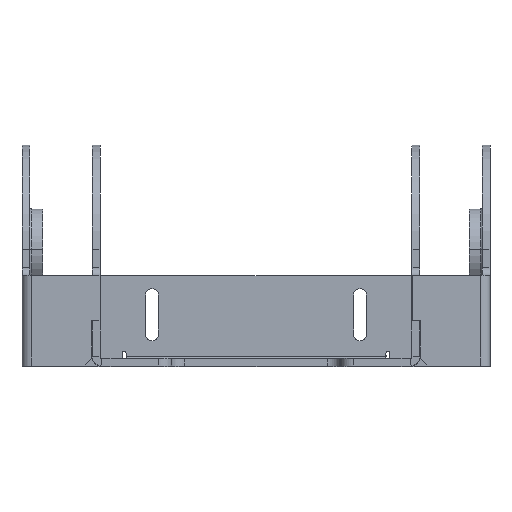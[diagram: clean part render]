
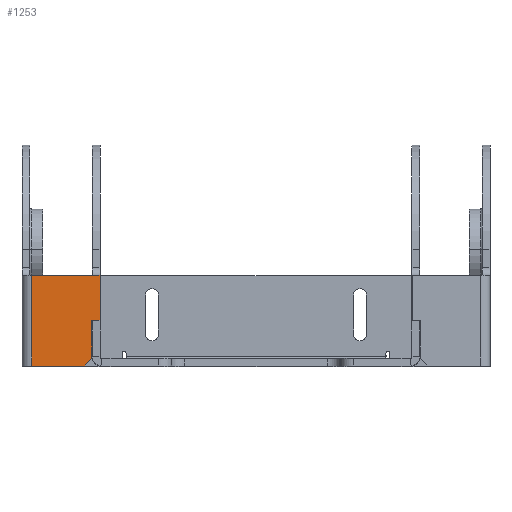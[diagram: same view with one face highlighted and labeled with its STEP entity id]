
A CAD part, top view. The second image highlights one B-rep face of the part: STEP entity #1253.
In plain terms, the highlighted planar face has unit normal (0, 0, 1).
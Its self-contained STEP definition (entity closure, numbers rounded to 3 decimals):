
#50 = ORIENTED_EDGE ( 'NONE', *, *, #1135, .T. ) ;
#104 = DIRECTION ( 'NONE',  ( 1., 0., 0. ) ) ;
#190 = DIRECTION ( 'NONE',  ( 0.707, 0.707, 0. ) ) ;
#202 = ORIENTED_EDGE ( 'NONE', *, *, #4018, .T. ) ;
#243 = EDGE_CURVE ( 'NONE', #4988, #3175, #2813, .T. ) ;
#247 = LINE ( 'NONE', #3923, #4597 ) ;
#405 = CARTESIAN_POINT ( 'NONE',  ( -60., 35., 60. ) ) ;
#412 = LINE ( 'NONE', #2246, #2436 ) ;
#429 = DIRECTION ( 'NONE',  ( 0., 0., 1. ) ) ;
#607 = LINE ( 'NONE', #2440, #2832 ) ;
#666 = DIRECTION ( 'NONE',  ( 1., 0., 0. ) ) ;
#875 = FACE_OUTER_BOUND ( 'NONE', #1552, .T. ) ;
#892 = DIRECTION ( 'NONE',  ( 0., 1., 0. ) ) ;
#902 = ORIENTED_EDGE ( 'NONE', *, *, #3903, .F. ) ;
#1135 = EDGE_CURVE ( 'NONE', #1967, #2925, #607, .T. ) ;
#1253 = ADVANCED_FACE ( 'NONE', ( #875 ), #4401, .T. ) ;
#1437 = ORIENTED_EDGE ( 'NONE', *, *, #2376, .T. ) ;
#1455 = CARTESIAN_POINT ( 'NONE',  ( -60., 17.6, 60. ) ) ;
#1458 = VERTEX_POINT ( 'NONE', #5689 ) ;
#1464 = VECTOR ( 'NONE', #190, 1000. ) ;
#1552 = EDGE_LOOP ( 'NONE', ( #1887, #2098, #5530, #202, #1437, #50, #902 ) ) ;
#1621 = CARTESIAN_POINT ( 'NONE',  ( -86.263, 35., 60. ) ) ;
#1882 = CARTESIAN_POINT ( 'NONE',  ( -60., 0., 60. ) ) ;
#1887 = ORIENTED_EDGE ( 'NONE', *, *, #243, .T. ) ;
#1967 = VERTEX_POINT ( 'NONE', #405 ) ;
#1980 = DIRECTION ( 'NONE',  ( -1., 0., 0. ) ) ;
#2098 = ORIENTED_EDGE ( 'NONE', *, *, #5670, .T. ) ;
#2246 = CARTESIAN_POINT ( 'NONE',  ( -60., 35., 60. ) ) ;
#2295 = LINE ( 'NONE', #4108, #4808 ) ;
#2353 = AXIS2_PLACEMENT_3D ( 'NONE', #3570, #429, #2707 ) ;
#2376 = EDGE_CURVE ( 'NONE', #5622, #1967, #412, .T. ) ;
#2383 = LINE ( 'NONE', #4652, #5366 ) ;
#2390 = LINE ( 'NONE', #4740, #1464 ) ;
#2436 = VECTOR ( 'NONE', #892, 1000. ) ;
#2440 = CARTESIAN_POINT ( 'NONE',  ( -87., 35., 60. ) ) ;
#2707 = DIRECTION ( 'NONE',  ( -1., 0., 0. ) ) ;
#2813 = LINE ( 'NONE', #1882, #5204 ) ;
#2832 = VECTOR ( 'NONE', #1980, 1000. ) ;
#2888 = DIRECTION ( 'NONE',  ( 0., 1., 0. ) ) ;
#2925 = VERTEX_POINT ( 'NONE', #1621 ) ;
#3175 = VERTEX_POINT ( 'NONE', #3768 ) ;
#3570 = CARTESIAN_POINT ( 'NONE',  ( 0., 0., 60. ) ) ;
#3768 = CARTESIAN_POINT ( 'NONE',  ( -66.1, 0., 60. ) ) ;
#3903 = EDGE_CURVE ( 'NONE', #4988, #2925, #2383, .T. ) ;
#3923 = CARTESIAN_POINT ( 'NONE',  ( 0., 17.6, 60. ) ) ;
#4018 = EDGE_CURVE ( 'NONE', #4605, #5622, #247, .T. ) ;
#4108 = CARTESIAN_POINT ( 'NONE',  ( -63.1, 0., 60. ) ) ;
#4401 = PLANE ( 'NONE',  #2353 ) ;
#4537 = DIRECTION ( 'NONE',  ( 0., 1., 0. ) ) ;
#4597 = VECTOR ( 'NONE', #666, 1000. ) ;
#4605 = VERTEX_POINT ( 'NONE', #5460 ) ;
#4652 = CARTESIAN_POINT ( 'NONE',  ( -86.263, 0., 60. ) ) ;
#4740 = CARTESIAN_POINT ( 'NONE',  ( -33.05, 33.05, 60. ) ) ;
#4808 = VECTOR ( 'NONE', #4537, 1000. ) ;
#4988 = VERTEX_POINT ( 'NONE', #5306 ) ;
#5204 = VECTOR ( 'NONE', #104, 1000. ) ;
#5306 = CARTESIAN_POINT ( 'NONE',  ( -86.263, 0., 60. ) ) ;
#5366 = VECTOR ( 'NONE', #2888, 1000. ) ;
#5460 = CARTESIAN_POINT ( 'NONE',  ( -63.1, 17.6, 60. ) ) ;
#5530 = ORIENTED_EDGE ( 'NONE', *, *, #5866, .T. ) ;
#5622 = VERTEX_POINT ( 'NONE', #1455 ) ;
#5670 = EDGE_CURVE ( 'NONE', #3175, #1458, #2390, .T. ) ;
#5689 = CARTESIAN_POINT ( 'NONE',  ( -63.1, 3., 60. ) ) ;
#5866 = EDGE_CURVE ( 'NONE', #1458, #4605, #2295, .T. ) ;
